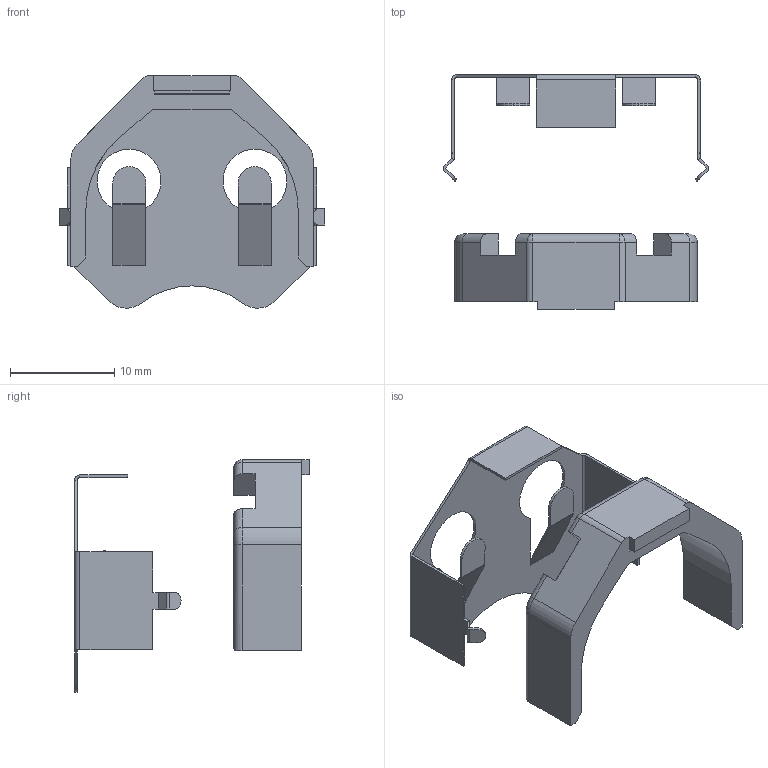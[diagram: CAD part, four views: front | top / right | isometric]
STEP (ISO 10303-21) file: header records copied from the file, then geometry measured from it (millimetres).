
FILE_DESCRIPTION (( 'STEP AP214' ), '1' );
FILE_NAME ('3025-2.STEP', '2013-05-06T17:44:38', ( 'Richard Maletta' ), ( '' ), 'SwSTEP 2.0', 'SolidWorks 2009', '' );
FILE_SCHEMA (( 'AUTOMOTIVE_DESIGN' ));
Length unit declared in the file: millimetre
Products named in the file (1): 3025-2
Bounding box: 25.47 x 22.49 x 22.25 mm (x, y, z)
Volume: 749.2 mm3; surface area: 2050.3 mm2
Topology: 2 solids, 2 shells, 188 faces, 454 edges, 268 vertices
Faces by surface type: plane 139, cylinder 45, torus 2, sphere 2
Entity records: 7429 total; most frequent: CARTESIAN_POINT 927, DIRECTION 914, ORIENTED_EDGE 904, EDGE_CURVE 452, VECTOR 356, LINE 356, AXIS2_PLACEMENT_3D 279, VERTEX_POINT 268
